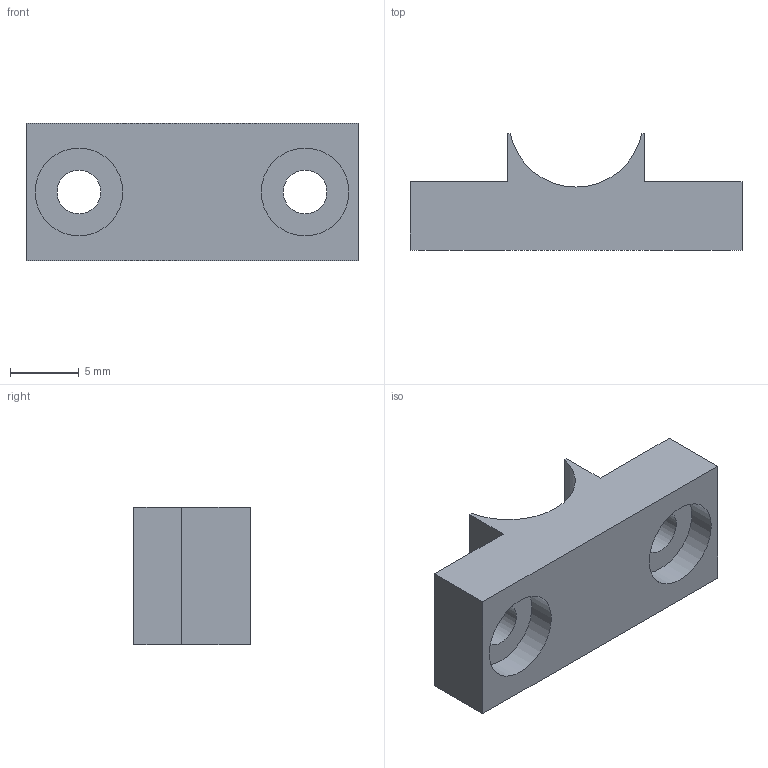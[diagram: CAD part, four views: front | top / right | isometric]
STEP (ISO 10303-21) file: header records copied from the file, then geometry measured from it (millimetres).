
FILE_DESCRIPTION(('FreeCAD Model'),'2;1');
FILE_NAME('Almi3K_i.step','2015-10-25T11:42:00',('Author'),('') ,'Open CASCADE STEP processor 6.8','FreeCAD','Unknown');
FILE_SCHEMA(('AUTOMOTIVE_DESIGN_CC2 { 1 2 10303 214 -1 1 5 4 }'));
Length unit declared in the file: millimetre
Products named in the file (1): Pocket001
Bounding box: 24.22 x 8.5 x 10 mm (x, y, z)
Volume: 1104.2 mm3; surface area: 1057.1 mm2
Topology: 1 solids, 1 shells, 18 faces, 42 edges, 28 vertices
Faces by surface type: plane 13, cylinder 5
Full cylindrical faces by diameter (mm): 3.2 x2, 6.4 x2
Entity records: 1115 total; most frequent: CARTESIAN_POINT 221, DIRECTION 166, LINE 106, VECTOR 106, ORIENTED_EDGE 84, PCURVE 84, DEFINITIONAL_REPRESENTATION 84, EDGE_CURVE 42
